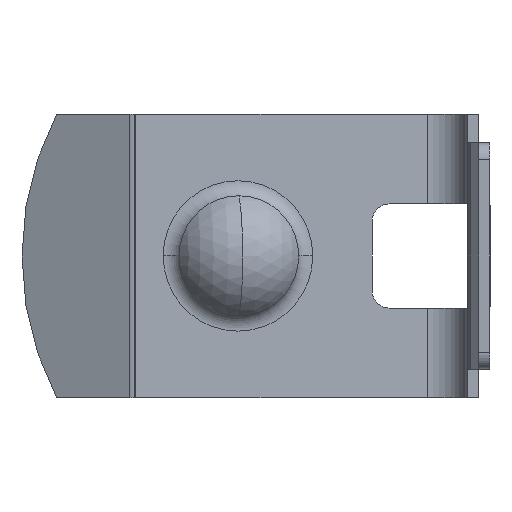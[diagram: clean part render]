
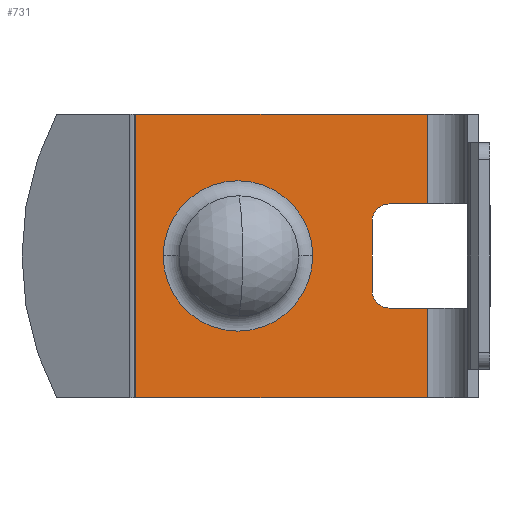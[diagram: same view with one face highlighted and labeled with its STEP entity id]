
A CAD part, left-side view. The second image highlights one B-rep face of the part: STEP entity #731.
In plain terms, the highlighted planar face has unit normal (-0.995, -0.104, 0).
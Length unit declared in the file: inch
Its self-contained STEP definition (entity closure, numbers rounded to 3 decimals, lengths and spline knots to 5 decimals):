
#562 = ORIENTED_EDGE ( 'NONE', *, *, #591, .F. ) ;
#565 = VERTEX_POINT ( 'NONE', #1585 ) ;
#566 = ORIENTED_EDGE ( 'NONE', *, *, #567, .F. ) ;
#567 = EDGE_CURVE ( 'NONE', #565, #805, #1637, .T. ) ;
#568 = ORIENTED_EDGE ( 'NONE', *, *, #569, .F. ) ;
#569 = EDGE_CURVE ( 'NONE', #576, #565, #1619, .T. ) ;
#570 = ORIENTED_EDGE ( 'NONE', *, *, #578, .T. ) ;
#573 = VERTEX_POINT ( 'NONE', #1657 ) ;
#574 = EDGE_CURVE ( 'NONE', #573, #576, #1631, .T. ) ;
#575 = ORIENTED_EDGE ( 'NONE', *, *, #574, .F. ) ;
#576 = VERTEX_POINT ( 'NONE', #1627 ) ;
#577 = ORIENTED_EDGE ( 'NONE', *, *, #807, .T. ) ;
#578 = EDGE_CURVE ( 'NONE', #592, #798, #1609, .T. ) ;
#589 = EDGE_CURVE ( 'NONE', #823, #737, #1582, .T. ) ;
#591 = EDGE_CURVE ( 'NONE', #592, #600, #1652, .T. ) ;
#592 = VERTEX_POINT ( 'NONE', #1648 ) ;
#593 = ORIENTED_EDGE ( 'NONE', *, *, #599, .F. ) ;
#594 = VERTEX_POINT ( 'NONE', #1647 ) ;
#599 = EDGE_CURVE ( 'NONE', #600, #594, #1605, .T. ) ;
#600 = VERTEX_POINT ( 'NONE', #1601 ) ;
#604 = ORIENTED_EDGE ( 'NONE', *, *, #736, .F. ) ;
#605 = ORIENTED_EDGE ( 'NONE', *, *, #589, .F. ) ;
#607 = EDGE_CURVE ( 'NONE', #611, #610, #1713, .T. ) ;
#608 = ORIENTED_EDGE ( 'NONE', *, *, #607, .F. ) ;
#609 = EDGE_LOOP ( 'NONE', ( #604, #605 ) ) ;
#610 = VERTEX_POINT ( 'NONE', #1716 ) ;
#611 = VERTEX_POINT ( 'NONE', #1675 ) ;
#612 = EDGE_CURVE ( 'NONE', #611, #594, #1668, .T. ) ;
#613 = ORIENTED_EDGE ( 'NONE', *, *, #612, .T. ) ;
#614 = EDGE_CURVE ( 'NONE', #573, #610, #1686, .T. ) ;
#615 = ORIENTED_EDGE ( 'NONE', *, *, #614, .T. ) ;
#731 = ADVANCED_FACE ( 'NONE', ( #1793, #1794 ), #1799, .T. ) ;
#732 = EDGE_LOOP ( 'NONE', ( #593, #562, #570, #577, #566, #568, #575, #615, #608, #613 ) ) ;
#736 = EDGE_CURVE ( 'NONE', #737, #823, #1783, .T. ) ;
#737 = VERTEX_POINT ( 'NONE', #1818 ) ;
#798 = VERTEX_POINT ( 'NONE', #1922 ) ;
#805 = VERTEX_POINT ( 'NONE', #1854 ) ;
#807 = EDGE_CURVE ( 'NONE', #798, #805, #1962, .T. ) ;
#823 = VERTEX_POINT ( 'NONE', #1884 ) ;
#1578 = DIRECTION ( 'NONE',  ( -0.105, 0.995, 0. ) ) ;
#1579 = DIRECTION ( 'NONE',  ( -0.995, -0.105, 0. ) ) ;
#1580 = CARTESIAN_POINT ( 'NONE',  ( 0.34544, 0.20242, 0.12507 ) ) ;
#1581 = AXIS2_PLACEMENT_3D ( 'NONE', #1580, #1579, #1578 ) ;
#1582 = CIRCLE ( 'NONE', #1581, 0.06634 ) ;
#1585 = CARTESIAN_POINT ( 'NONE',  ( 0.363, 0.03534, 0. ) ) ;
#1601 = CARTESIAN_POINT ( 'NONE',  ( 0.363, 0.03534, 0.171 ) ) ;
#1602 = DIRECTION ( 'NONE',  ( -0.105, 0.995, 0. ) ) ;
#1603 = VECTOR ( 'NONE', #1602, 39.37008 ) ;
#1604 = CARTESIAN_POINT ( 'NONE',  ( 0.37567, -0.08516, 0.171 ) ) ;
#1605 = LINE ( 'NONE', #1604, #1603 ) ;
#1607 = VECTOR ( 'NONE', #1656, 39.37008 ) ;
#1608 = CARTESIAN_POINT ( 'NONE',  ( 0.363, 0.03534, 0.25 ) ) ;
#1609 = LINE ( 'NONE', #1608, #1607 ) ;
#1616 = DIRECTION ( 'NONE',  ( 0., 0., -1. ) ) ;
#1617 = VECTOR ( 'NONE', #1616, 39.37008 ) ;
#1618 = CARTESIAN_POINT ( 'NONE',  ( 0.363, 0.03534, 0.25 ) ) ;
#1619 = LINE ( 'NONE', #1618, #1617 ) ;
#1627 = CARTESIAN_POINT ( 'NONE',  ( 0.363, 0.03534, 0.079 ) ) ;
#1628 = DIRECTION ( 'NONE',  ( 0.105, -0.995, 0. ) ) ;
#1629 = VECTOR ( 'NONE', #1628, 39.37008 ) ;
#1630 = CARTESIAN_POINT ( 'NONE',  ( 0.37567, -0.08516, 0.079 ) ) ;
#1631 = LINE ( 'NONE', #1630, #1629 ) ;
#1637 = LINE ( 'NONE', #1640, #1639 ) ;
#1638 = DIRECTION ( 'NONE',  ( -0.105, 0.995, 0. ) ) ;
#1639 = VECTOR ( 'NONE', #1638, 39.37008 ) ;
#1640 = CARTESIAN_POINT ( 'NONE',  ( 0.363, 0.03534, 0. ) ) ;
#1647 = CARTESIAN_POINT ( 'NONE',  ( 0.35946, 0.06899, 0.171 ) ) ;
#1648 = CARTESIAN_POINT ( 'NONE',  ( 0.363, 0.03534, 0.25 ) ) ;
#1649 = DIRECTION ( 'NONE',  ( 0., 0., -1. ) ) ;
#1650 = VECTOR ( 'NONE', #1649, 39.37008 ) ;
#1651 = CARTESIAN_POINT ( 'NONE',  ( 0.363, 0.03534, 0.25 ) ) ;
#1652 = LINE ( 'NONE', #1651, #1650 ) ;
#1656 = DIRECTION ( 'NONE',  ( -0.105, 0.995, 0. ) ) ;
#1657 = CARTESIAN_POINT ( 'NONE',  ( 0.35946, 0.06899, 0.079 ) ) ;
#1668 = CIRCLE ( 'NONE', #1676, 0.015 ) ;
#1674 = CARTESIAN_POINT ( 'NONE',  ( 0.3579, 0.08391, 0.079 ) ) ;
#1675 = CARTESIAN_POINT ( 'NONE',  ( 0.3579, 0.08391, 0.156 ) ) ;
#1676 = AXIS2_PLACEMENT_3D ( 'NONE', #1687, #1712, #1715 ) ;
#1681 = AXIS2_PLACEMENT_3D ( 'NONE', #1697, #1714, #1683 ) ;
#1683 = DIRECTION ( 'NONE',  ( 0.105, -0.995, 0. ) ) ;
#1684 = DIRECTION ( 'NONE',  ( 0., 0., -1. ) ) ;
#1685 = VECTOR ( 'NONE', #1684, 39.37008 ) ;
#1686 = CIRCLE ( 'NONE', #1681, 0.015 ) ;
#1687 = CARTESIAN_POINT ( 'NONE',  ( 0.35946, 0.06899, 0.156 ) ) ;
#1697 = CARTESIAN_POINT ( 'NONE',  ( 0.35946, 0.06899, 0.094 ) ) ;
#1712 = DIRECTION ( 'NONE',  ( 0.995, 0.105, 0. ) ) ;
#1713 = LINE ( 'NONE', #1674, #1685 ) ;
#1714 = DIRECTION ( 'NONE',  ( 0.995, 0.105, 0. ) ) ;
#1715 = DIRECTION ( 'NONE',  ( 0.105, -0.995, 0. ) ) ;
#1716 = CARTESIAN_POINT ( 'NONE',  ( 0.3579, 0.08391, 0.094 ) ) ;
#1783 = CIRCLE ( 'NONE', #1822, 0.06634 ) ;
#1787 = DIRECTION ( 'NONE',  ( 0.105, -0.995, 0. ) ) ;
#1788 = DIRECTION ( 'NONE',  ( -0.995, -0.105, 0. ) ) ;
#1789 = CARTESIAN_POINT ( 'NONE',  ( 0.363, 0.03534, 0.25 ) ) ;
#1790 = AXIS2_PLACEMENT_3D ( 'NONE', #1789, #1788, #1787 ) ;
#1793 = FACE_OUTER_BOUND ( 'NONE', #732, .T. ) ;
#1794 = FACE_BOUND ( 'NONE', #609, .T. ) ;
#1799 = PLANE ( 'NONE',  #1790 ) ;
#1818 = CARTESIAN_POINT ( 'NONE',  ( 0.3385, 0.2684, 0.12507 ) ) ;
#1819 = DIRECTION ( 'NONE',  ( -0.105, 0.995, 0. ) ) ;
#1820 = DIRECTION ( 'NONE',  ( -0.995, -0.105, 0. ) ) ;
#1821 = CARTESIAN_POINT ( 'NONE',  ( 0.34544, 0.20242, 0.12507 ) ) ;
#1822 = AXIS2_PLACEMENT_3D ( 'NONE', #1821, #1820, #1819 ) ;
#1854 = CARTESIAN_POINT ( 'NONE',  ( 0.33596, 0.29258, 0. ) ) ;
#1884 = CARTESIAN_POINT ( 'NONE',  ( 0.35237, 0.13645, 0.12507 ) ) ;
#1922 = CARTESIAN_POINT ( 'NONE',  ( 0.33596, 0.29258, 0.25 ) ) ;
#1959 = DIRECTION ( 'NONE',  ( 0., 0., -1. ) ) ;
#1960 = VECTOR ( 'NONE', #1959, 39.37008 ) ;
#1961 = CARTESIAN_POINT ( 'NONE',  ( 0.33596, 0.29258, 0.25 ) ) ;
#1962 = LINE ( 'NONE', #1961, #1960 ) ;
